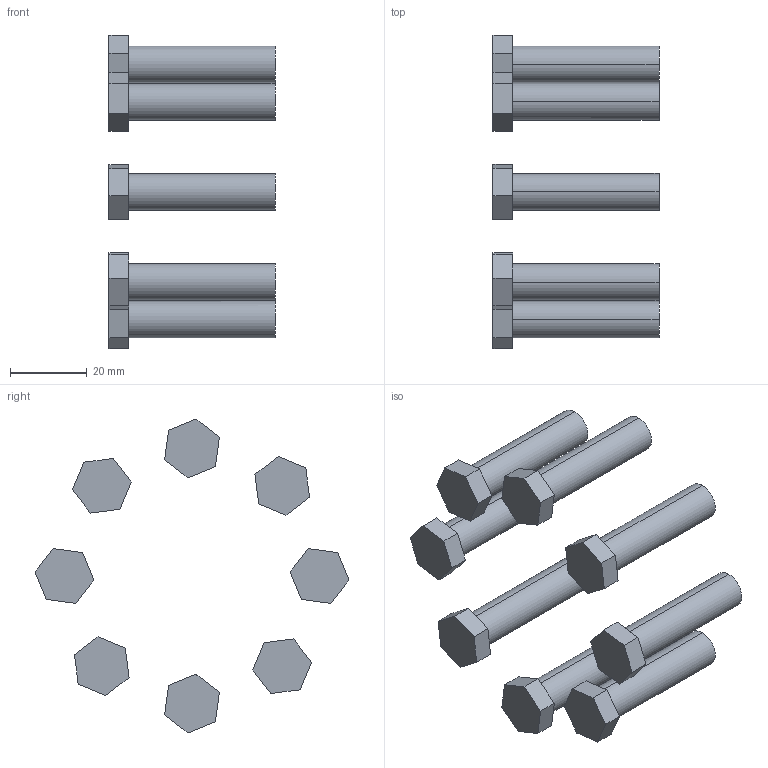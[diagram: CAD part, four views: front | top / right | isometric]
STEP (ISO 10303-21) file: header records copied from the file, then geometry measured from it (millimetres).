
FILE_DESCRIPTION (( 'STEP AP203' ), '1' );
FILE_NAME ('RRFDRingGear_Secondary.STEP', '2023-07-27T05:57:28', ( '' ), ( '' ), 'SwSTEP 2.0', 'SolidWorks 2021', '' );
FILE_SCHEMA (( 'CONFIG_CONTROL_DESIGN' ));
Length unit declared in the file: centimetre
Products named in the file (12): Part 40; Hub Bolts (Ring) _1_-3; Part 45; Part 38; Rear Axle Assembly _1_; Part 42; Part 39; Part 41; Part 43; Part 44; RRFDRingGear_Secondary; Planetary Hub _1_-1
Assembly tree (11 placements, depth 5):
  RRFDRingGear_Secondary
    Rear Axle Assembly _1_
      Planetary Hub _1_-1
        Hub Bolts (Ring) _1_-3
          Part 39
          Part 44
          Part 45
          Part 40
          Part 38
          Part 43
          Part 42
          Part 41
Bounding box: 43.2 x 81.59 x 81.59 mm (x, y, z)
Volume: 27977.3 mm3; surface area: 13462 mm2
Topology: 8 solids, 8 shells, 88 faces, 192 edges, 128 vertices
Faces by surface type: plane 72, cylinder 16
Entity records: 3686 total; most frequent: DIRECTION 434, CARTESIAN_POINT 425, ORIENTED_EDGE 384, EDGE_CURVE 192, LINE 160, VECTOR 160, AXIS2_PLACEMENT_3D 137, VERTEX_POINT 128
